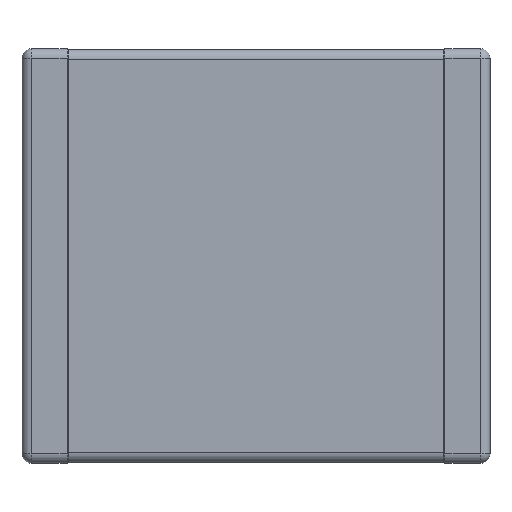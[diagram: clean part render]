
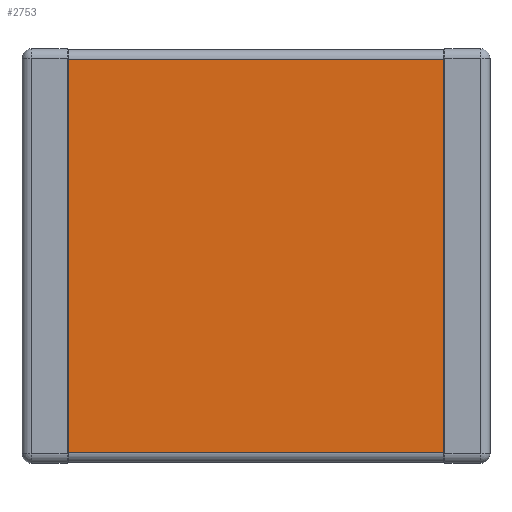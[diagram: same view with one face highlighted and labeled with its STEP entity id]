
A CAD part, front view. The second image highlights one B-rep face of the part: STEP entity #2753.
In plain terms, the highlighted planar face has unit normal (0, -1, 0).
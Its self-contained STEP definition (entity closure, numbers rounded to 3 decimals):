
#408 = EDGE_CURVE ( 'NONE', #1140, #2141, #3117, .T. ) ;
#413 = CARTESIAN_POINT ( 'NONE',  ( 0.126, 0., -0.126 ) ) ;
#565 = CARTESIAN_POINT ( 'NONE',  ( 0.126, 0., -5.252 ) ) ;
#705 = EDGE_LOOP ( 'NONE', ( #1194, #3118, #3587, #1755 ) ) ;
#723 = VECTOR ( 'NONE', #2562, 1000. ) ;
#871 = FACE_OUTER_BOUND ( 'NONE', #705, .T. ) ;
#1140 = VERTEX_POINT ( 'NONE', #413 ) ;
#1142 = CARTESIAN_POINT ( 'NONE',  ( 0., 0., 0. ) ) ;
#1190 = VERTEX_POINT ( 'NONE', #4429 ) ;
#1194 = ORIENTED_EDGE ( 'NONE', *, *, #3814, .T. ) ;
#1252 = VERTEX_POINT ( 'NONE', #2669 ) ;
#1337 = EDGE_CURVE ( 'NONE', #2141, #1252, #1616, .T. ) ;
#1417 = CARTESIAN_POINT ( 'NONE',  ( 0., 0., -0.126 ) ) ;
#1598 = CARTESIAN_POINT ( 'NONE',  ( 5.9, 0., -5.252 ) ) ;
#1605 = DIRECTION ( 'NONE',  ( 0., 0., 1. ) ) ;
#1616 = LINE ( 'NONE', #1598, #4239 ) ;
#1755 = ORIENTED_EDGE ( 'NONE', *, *, #1337, .T. ) ;
#2141 = VERTEX_POINT ( 'NONE', #565 ) ;
#2302 = LINE ( 'NONE', #1417, #2972 ) ;
#2482 = VECTOR ( 'NONE', #1605, 1000. ) ;
#2544 = PLANE ( 'NONE',  #3721 ) ;
#2562 = DIRECTION ( 'NONE',  ( 0., 0., -1. ) ) ;
#2669 = CARTESIAN_POINT ( 'NONE',  ( 5.774, 0., -5.252 ) ) ;
#2753 = ADVANCED_FACE ( 'NONE', ( #871 ), #2544, .F. ) ;
#2865 = DIRECTION ( 'NONE',  ( -1., 0., 0. ) ) ;
#2972 = VECTOR ( 'NONE', #2865, 1000. ) ;
#3041 = CARTESIAN_POINT ( 'NONE',  ( 5.774, 0., 0. ) ) ;
#3117 = LINE ( 'NONE', #4010, #723 ) ;
#3118 = ORIENTED_EDGE ( 'NONE', *, *, #4008, .T. ) ;
#3407 = DIRECTION ( 'NONE',  ( 1., 0., 0. ) ) ;
#3587 = ORIENTED_EDGE ( 'NONE', *, *, #408, .T. ) ;
#3707 = LINE ( 'NONE', #3041, #2482 ) ;
#3721 = AXIS2_PLACEMENT_3D ( 'NONE', #1142, #3810, #3842 ) ;
#3810 = DIRECTION ( 'NONE',  ( 0., 1., 0. ) ) ;
#3814 = EDGE_CURVE ( 'NONE', #1252, #1190, #3707, .T. ) ;
#3842 = DIRECTION ( 'NONE',  ( 0., 0., 1. ) ) ;
#4008 = EDGE_CURVE ( 'NONE', #1190, #1140, #2302, .T. ) ;
#4010 = CARTESIAN_POINT ( 'NONE',  ( 0.126, 0., -5.378 ) ) ;
#4239 = VECTOR ( 'NONE', #3407, 1000. ) ;
#4429 = CARTESIAN_POINT ( 'NONE',  ( 5.774, 0., -0.126 ) ) ;
